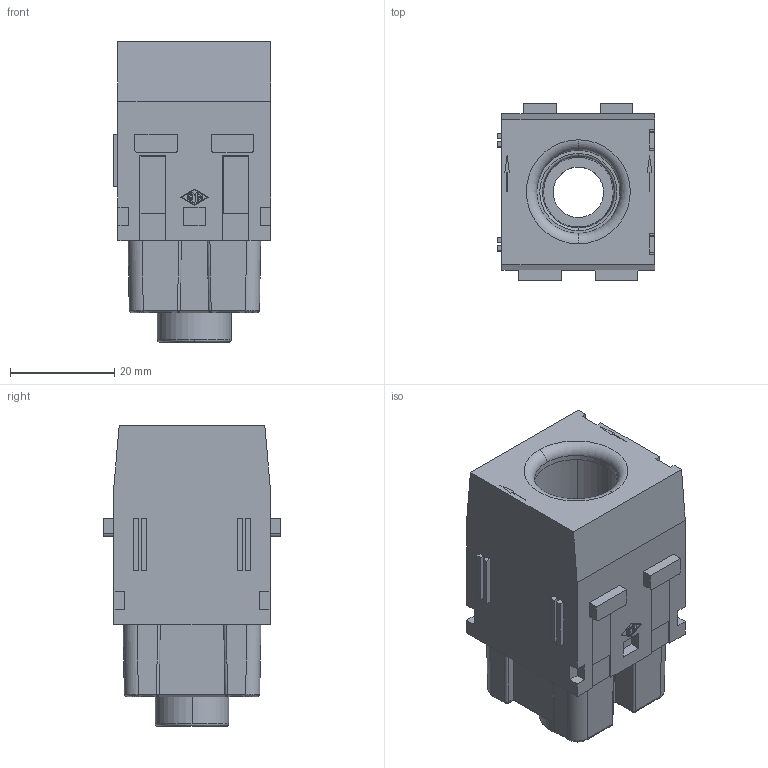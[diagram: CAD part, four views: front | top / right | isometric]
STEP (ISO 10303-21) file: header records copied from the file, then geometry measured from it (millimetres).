
FILE_DESCRIPTION(('CoCreate Modeling STEP Export'),'2;1');
FILE_NAME('CX_01_YF.stp','2009-02-03T 8:45:02',(''),(''),'CoCreate Modeling STEP processor for AP214 (Solid Model)','CoCreate Modeling 16.00A 16-Aug-2008 (C) Parametric Technology GmbH','');
FILE_SCHEMA(('AUTOMOTIVE_DESIGN { 1 0 10303 214 1 1 1 1 }'));
Length unit declared in the file: millimetre
Products named in the file (2): CX_01_YF
Assembly tree (1 placements, depth 2):
  CX_01_YF
    CX_01_YF
Bounding box: 30.3 x 34 x 57.8 mm (x, y, z)
Volume: 27473 mm3; surface area: 13727.4 mm2
Topology: 1 solids, 1 shells, 348 faces, 915 edges, 598 vertices
Faces by surface type: plane 232, cylinder 70, bspline 28, torus 8, extrusion 8, cone 2
Entity records: 14699 total; most frequent: CARTESIAN_POINT 4253, ORIENTED_EDGE 1830, DIRECTION 1464, EDGE_CURVE 915, VECTOR 682, LINE 674, VERTEX_POINT 598, AXIS2_PLACEMENT_3D 391
